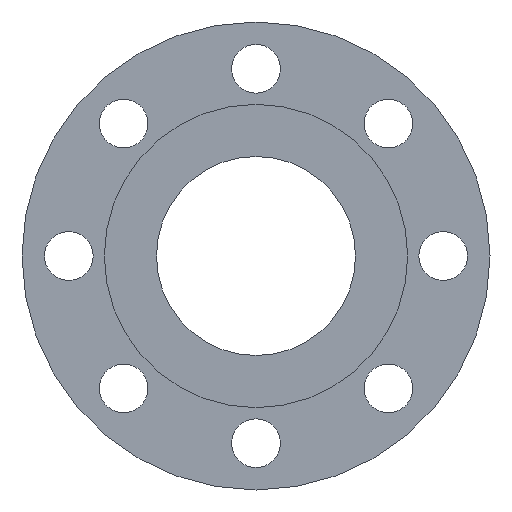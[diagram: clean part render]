
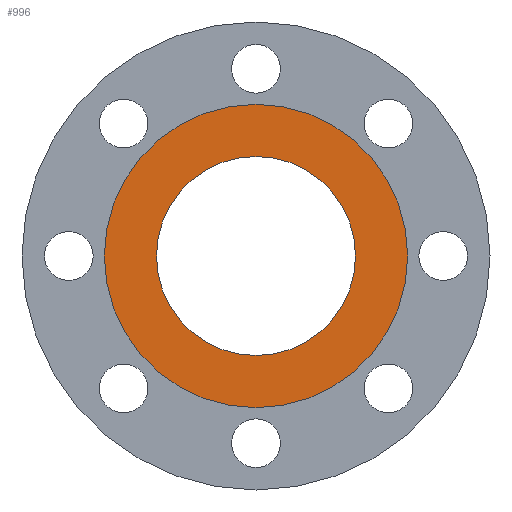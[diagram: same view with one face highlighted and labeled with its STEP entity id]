
A CAD part, front view. The second image highlights one B-rep face of the part: STEP entity #996.
In plain terms, the highlighted planar face has unit normal (0, -1, 0).
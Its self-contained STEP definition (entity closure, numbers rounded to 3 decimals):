
#27 = ORIENTED_EDGE ( 'NONE', *, *, #774, .F. ) ;
#44 = AXIS2_PLACEMENT_3D ( 'NONE', #1046, #280, #957 ) ;
#51 = CIRCLE ( 'NONE', #193, 81. ) ;
#107 = DIRECTION ( 'NONE',  ( 0., 0., 1. ) ) ;
#133 = CARTESIAN_POINT ( 'NONE',  ( 0., 0., 0. ) ) ;
#154 = CIRCLE ( 'NONE', #955, 81. ) ;
#156 = VERTEX_POINT ( 'NONE', #450 ) ;
#177 = ORIENTED_EDGE ( 'NONE', *, *, #261, .T. ) ;
#193 = AXIS2_PLACEMENT_3D ( 'NONE', #1053, #214, #107 ) ;
#214 = DIRECTION ( 'NONE',  ( 0., 1., 0. ) ) ;
#237 = CIRCLE ( 'NONE', #44, 53.15 ) ;
#261 = EDGE_CURVE ( 'NONE', #568, #674, #237, .T. ) ;
#280 = DIRECTION ( 'NONE',  ( 0., 1., 0. ) ) ;
#302 = ORIENTED_EDGE ( 'NONE', *, *, #665, .F. ) ;
#325 = VERTEX_POINT ( 'NONE', #903 ) ;
#350 = EDGE_CURVE ( 'NONE', #674, #568, #612, .T. ) ;
#364 = DIRECTION ( 'NONE',  ( 0., 0., -1. ) ) ;
#389 = AXIS2_PLACEMENT_3D ( 'NONE', #1048, #524, #364 ) ;
#410 = AXIS2_PLACEMENT_3D ( 'NONE', #133, #571, #897 ) ;
#434 = FACE_OUTER_BOUND ( 'NONE', #735, .T. ) ;
#443 = FACE_BOUND ( 'NONE', #636, .T. ) ;
#450 = CARTESIAN_POINT ( 'NONE',  ( 0., 0., 81. ) ) ;
#501 = CARTESIAN_POINT ( 'NONE',  ( 0., 0., -53.15 ) ) ;
#524 = DIRECTION ( 'NONE',  ( 0., -1., 0. ) ) ;
#543 = CARTESIAN_POINT ( 'NONE',  ( 0., 0., 53.15 ) ) ;
#568 = VERTEX_POINT ( 'NONE', #501 ) ;
#571 = DIRECTION ( 'NONE',  ( 0., 1., 0. ) ) ;
#612 = CIRCLE ( 'NONE', #410, 53.15 ) ;
#636 = EDGE_LOOP ( 'NONE', ( #763, #177 ) ) ;
#665 = EDGE_CURVE ( 'NONE', #156, #325, #51, .T. ) ;
#674 = VERTEX_POINT ( 'NONE', #543 ) ;
#735 = EDGE_LOOP ( 'NONE', ( #302, #27 ) ) ;
#761 = DIRECTION ( 'NONE',  ( 0., 0., 1. ) ) ;
#763 = ORIENTED_EDGE ( 'NONE', *, *, #350, .T. ) ;
#774 = EDGE_CURVE ( 'NONE', #325, #156, #154, .T. ) ;
#897 = DIRECTION ( 'NONE',  ( 0., 0., 1. ) ) ;
#903 = CARTESIAN_POINT ( 'NONE',  ( 0., 0., -81. ) ) ;
#923 = CARTESIAN_POINT ( 'NONE',  ( 0., 0., 0. ) ) ;
#955 = AXIS2_PLACEMENT_3D ( 'NONE', #923, #1018, #761 ) ;
#957 = DIRECTION ( 'NONE',  ( 0., 0., 1. ) ) ;
#996 = ADVANCED_FACE ( 'NONE', ( #443, #434 ), #1043, .T. ) ;
#1018 = DIRECTION ( 'NONE',  ( 0., 1., 0. ) ) ;
#1043 = PLANE ( 'NONE',  #389 ) ;
#1046 = CARTESIAN_POINT ( 'NONE',  ( 0., 0., 0. ) ) ;
#1048 = CARTESIAN_POINT ( 'NONE',  ( 0., 0., 53.15 ) ) ;
#1053 = CARTESIAN_POINT ( 'NONE',  ( 0., 0., 0. ) ) ;
